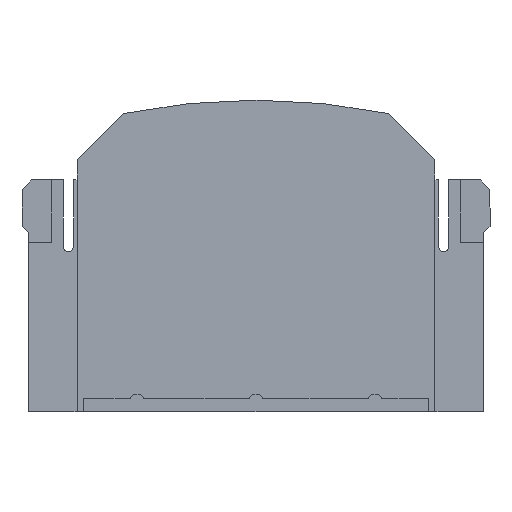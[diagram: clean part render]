
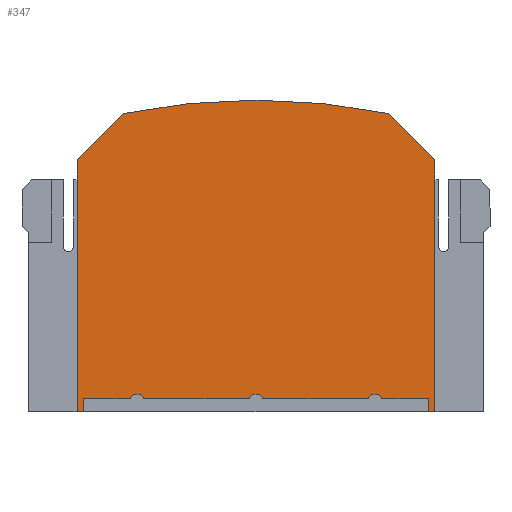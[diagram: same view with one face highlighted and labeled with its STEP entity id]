
A CAD part, left-side view. The second image highlights one B-rep face of the part: STEP entity #347.
In plain terms, the highlighted planar face has unit normal (-1, 0, 0).
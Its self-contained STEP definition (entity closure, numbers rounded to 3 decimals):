
#55=AXIS2_PLACEMENT_3D('Circle Axis2P3D',#53,#54,$) ;
#95=AXIS2_PLACEMENT_3D('Circle Axis2P3D',#93,#94,$) ;
#135=AXIS2_PLACEMENT_3D('Circle Axis2P3D',#133,#134,$) ;
#258=AXIS2_PLACEMENT_3D('Plane Axis2P3D',#255,#256,#257) ;
#297=AXIS2_PLACEMENT_3D('Circle Axis2P3D',#295,#296,$) ;
#50=CARTESIAN_POINT('Vertex',(1.5,17.142,1.)) ;
#53=CARTESIAN_POINT('Axis2P3D Location',(1.5,17.65,0.79)) ;
#57=CARTESIAN_POINT('Vertex',(1.5,18.158,1.)) ;
#90=CARTESIAN_POINT('Vertex',(1.5,26.125,1.)) ;
#93=CARTESIAN_POINT('Axis2P3D Location',(1.5,26.633,0.79)) ;
#97=CARTESIAN_POINT('Vertex',(1.5,27.141,1.)) ;
#130=CARTESIAN_POINT('Vertex',(1.5,8.161,1.)) ;
#133=CARTESIAN_POINT('Axis2P3D Location',(1.5,8.669,0.79)) ;
#137=CARTESIAN_POINT('Vertex',(1.5,9.178,1.)) ;
#161=CARTESIAN_POINT('Vertex',(1.5,31.15,19.)) ;
#166=CARTESIAN_POINT('Line Origine',(1.5,29.4,20.75)) ;
#170=CARTESIAN_POINT('Vertex',(1.5,27.65,22.5)) ;
#197=CARTESIAN_POINT('Line Origine',(1.5,31.15,9.5)) ;
#201=CARTESIAN_POINT('Vertex',(1.5,31.15,0.)) ;
#255=CARTESIAN_POINT('Axis2P3D Location',(1.5,17.65,-12.)) ;
#260=CARTESIAN_POINT('Line Origine',(1.5,6.406,1.)) ;
#264=CARTESIAN_POINT('Vertex',(1.5,4.65,1.)) ;
#267=CARTESIAN_POINT('Line Origine',(1.5,4.65,0.5)) ;
#271=CARTESIAN_POINT('Vertex',(1.5,4.65,0.)) ;
#274=CARTESIAN_POINT('Line Origine',(1.5,4.4,0.)) ;
#278=CARTESIAN_POINT('Vertex',(1.5,4.15,0.)) ;
#281=CARTESIAN_POINT('Line Origine',(1.5,4.15,9.5)) ;
#285=CARTESIAN_POINT('Vertex',(1.5,4.15,19.)) ;
#288=CARTESIAN_POINT('Line Origine',(1.5,5.9,20.75)) ;
#292=CARTESIAN_POINT('Vertex',(1.5,7.65,22.5)) ;
#295=CARTESIAN_POINT('Axis2P3D Location',(1.5,17.65,-26.49)) ;
#300=CARTESIAN_POINT('Line Origine',(1.5,30.9,0.)) ;
#304=CARTESIAN_POINT('Vertex',(1.5,30.65,0.)) ;
#307=CARTESIAN_POINT('Line Origine',(1.5,30.65,0.5)) ;
#311=CARTESIAN_POINT('Vertex',(1.5,30.65,1.)) ;
#314=CARTESIAN_POINT('Line Origine',(1.5,28.896,1.)) ;
#319=CARTESIAN_POINT('Line Origine',(1.5,22.141,1.)) ;
#324=CARTESIAN_POINT('Line Origine',(1.5,13.16,1.)) ;
#54=DIRECTION('Axis2P3D Direction',(1.,0.,0.)) ;
#94=DIRECTION('Axis2P3D Direction',(1.,0.,0.)) ;
#134=DIRECTION('Axis2P3D Direction',(1.,0.,0.)) ;
#167=DIRECTION('Vector Direction',(0.,-0.707,0.707)) ;
#198=DIRECTION('Vector Direction',(0.,0.,1.)) ;
#256=DIRECTION('Axis2P3D Direction',(1.,0.,0.)) ;
#257=DIRECTION('Axis2P3D XDirection',(0.,1.,0.)) ;
#261=DIRECTION('Vector Direction',(0.,-1.,0.)) ;
#268=DIRECTION('Vector Direction',(0.,0.,1.)) ;
#275=DIRECTION('Vector Direction',(0.,-1.,0.)) ;
#282=DIRECTION('Vector Direction',(0.,0.,1.)) ;
#289=DIRECTION('Vector Direction',(0.,0.707,0.707)) ;
#296=DIRECTION('Axis2P3D Direction',(1.,0.,0.)) ;
#301=DIRECTION('Vector Direction',(0.,-1.,0.)) ;
#308=DIRECTION('Vector Direction',(0.,0.,1.)) ;
#315=DIRECTION('Vector Direction',(0.,-1.,0.)) ;
#320=DIRECTION('Vector Direction',(0.,-1.,0.)) ;
#325=DIRECTION('Vector Direction',(0.,-1.,0.)) ;
#168=VECTOR('Line Direction',#167,1.) ;
#199=VECTOR('Line Direction',#198,1.) ;
#262=VECTOR('Line Direction',#261,1.) ;
#269=VECTOR('Line Direction',#268,1.) ;
#276=VECTOR('Line Direction',#275,1.) ;
#283=VECTOR('Line Direction',#282,1.) ;
#290=VECTOR('Line Direction',#289,1.) ;
#302=VECTOR('Line Direction',#301,1.) ;
#309=VECTOR('Line Direction',#308,1.) ;
#316=VECTOR('Line Direction',#315,1.) ;
#321=VECTOR('Line Direction',#320,1.) ;
#326=VECTOR('Line Direction',#325,1.) ;
#330=ORIENTED_EDGE('',*,*,#139,.T.) ;
#331=ORIENTED_EDGE('',*,*,#266,.F.) ;
#332=ORIENTED_EDGE('',*,*,#273,.T.) ;
#333=ORIENTED_EDGE('',*,*,#280,.F.) ;
#334=ORIENTED_EDGE('',*,*,#287,.F.) ;
#335=ORIENTED_EDGE('',*,*,#294,.F.) ;
#336=ORIENTED_EDGE('',*,*,#299,.F.) ;
#337=ORIENTED_EDGE('',*,*,#172,.F.) ;
#338=ORIENTED_EDGE('',*,*,#203,.F.) ;
#339=ORIENTED_EDGE('',*,*,#306,.F.) ;
#340=ORIENTED_EDGE('',*,*,#313,.F.) ;
#341=ORIENTED_EDGE('',*,*,#318,.F.) ;
#342=ORIENTED_EDGE('',*,*,#99,.T.) ;
#343=ORIENTED_EDGE('',*,*,#323,.F.) ;
#344=ORIENTED_EDGE('',*,*,#59,.T.) ;
#345=ORIENTED_EDGE('',*,*,#328,.F.) ;
#347=ADVANCED_FACE('Hauptk\X2\00F6\X0\rper',(#346),#259,.F.) ;
#56=CIRCLE('generated circle',#55,0.55) ;
#96=CIRCLE('generated circle',#95,0.55) ;
#136=CIRCLE('generated circle',#135,0.55) ;
#298=CIRCLE('generated circle',#297,50.) ;
#59=EDGE_CURVE('',#58,#51,#56,.T.) ;
#99=EDGE_CURVE('',#98,#91,#96,.T.) ;
#139=EDGE_CURVE('',#138,#131,#136,.T.) ;
#172=EDGE_CURVE('',#162,#171,#169,.T.) ;
#203=EDGE_CURVE('',#202,#162,#200,.T.) ;
#266=EDGE_CURVE('',#265,#131,#263,.F.) ;
#273=EDGE_CURVE('',#265,#272,#270,.F.) ;
#280=EDGE_CURVE('',#279,#272,#277,.F.) ;
#287=EDGE_CURVE('',#286,#279,#284,.F.) ;
#294=EDGE_CURVE('',#293,#286,#291,.F.) ;
#299=EDGE_CURVE('',#171,#293,#298,.T.) ;
#306=EDGE_CURVE('',#305,#202,#303,.F.) ;
#313=EDGE_CURVE('',#312,#305,#310,.F.) ;
#318=EDGE_CURVE('',#98,#312,#317,.F.) ;
#323=EDGE_CURVE('',#58,#91,#322,.F.) ;
#328=EDGE_CURVE('',#138,#51,#327,.F.) ;
#329=EDGE_LOOP('',(#330,#331,#332,#333,#334,#335,#336,#337,#338,#339,#340,#341,#342,#343,#344,#345)) ;
#346=FACE_OUTER_BOUND('',#329,.T.) ;
#169=LINE('Line',#166,#168) ;
#200=LINE('Line',#197,#199) ;
#263=LINE('Line',#260,#262) ;
#270=LINE('Line',#267,#269) ;
#277=LINE('Line',#274,#276) ;
#284=LINE('Line',#281,#283) ;
#291=LINE('Line',#288,#290) ;
#303=LINE('Line',#300,#302) ;
#310=LINE('Line',#307,#309) ;
#317=LINE('Line',#314,#316) ;
#322=LINE('Line',#319,#321) ;
#327=LINE('Line',#324,#326) ;
#259=PLANE('',#258) ;
#51=VERTEX_POINT('',#50) ;
#58=VERTEX_POINT('',#57) ;
#91=VERTEX_POINT('',#90) ;
#98=VERTEX_POINT('',#97) ;
#131=VERTEX_POINT('',#130) ;
#138=VERTEX_POINT('',#137) ;
#162=VERTEX_POINT('',#161) ;
#171=VERTEX_POINT('',#170) ;
#202=VERTEX_POINT('',#201) ;
#265=VERTEX_POINT('',#264) ;
#272=VERTEX_POINT('',#271) ;
#279=VERTEX_POINT('',#278) ;
#286=VERTEX_POINT('',#285) ;
#293=VERTEX_POINT('',#292) ;
#305=VERTEX_POINT('',#304) ;
#312=VERTEX_POINT('',#311) ;
